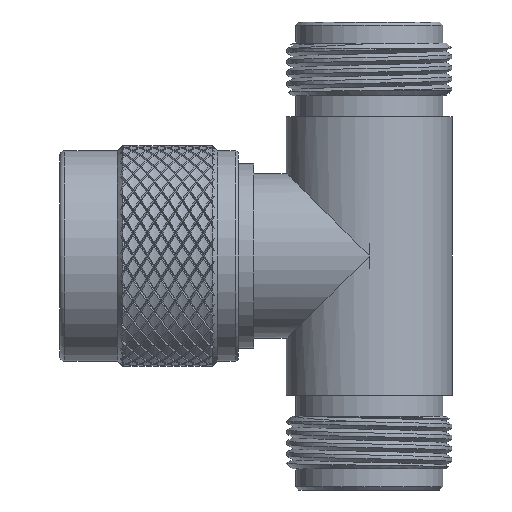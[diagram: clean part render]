
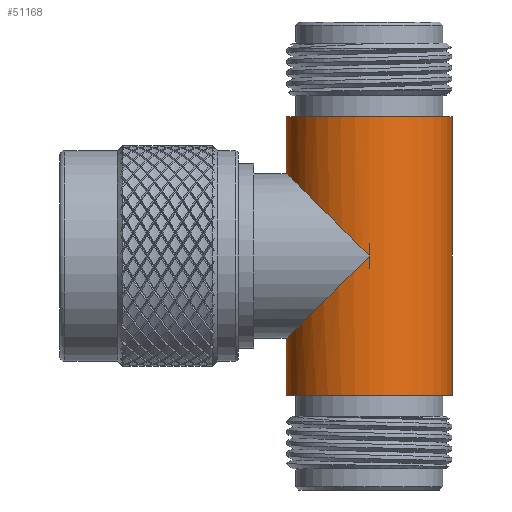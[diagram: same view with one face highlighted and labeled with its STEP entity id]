
A CAD part, left-side view. The second image highlights one B-rep face of the part: STEP entity #51168.
In plain terms, the highlighted cylindrical face has radius 7.9 mm (diameter 15.8 mm), a partial arc.
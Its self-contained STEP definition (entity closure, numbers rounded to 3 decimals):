
#3420 = CARTESIAN_POINT ( 'NONE',  ( 0., 0., 9. ) ) ;
#5289 = VERTEX_POINT ( 'NONE', #111963 ) ;
#5739 = CIRCLE ( 'NONE', #24929, 7.9 ) ;
#9197 = CARTESIAN_POINT ( 'NONE',  ( 0., 7.9, 0. ) ) ;
#15617 =( BOUNDED_CURVE ( )  B_SPLINE_CURVE ( 3, ( #81276, #101093, #44683, #56087 ),
 .UNSPECIFIED., .F., .T. ) 
 B_SPLINE_CURVE_WITH_KNOTS ( ( 4, 4 ),
 ( 3.142, 4.712 ),
 .UNSPECIFIED. ) 
 CURVE ( )  GEOMETRIC_REPRESENTATION_ITEM ( )  RATIONAL_B_SPLINE_CURVE ( ( 1., 0.805, 0.805, 1. ) ) 
 REPRESENTATION_ITEM ( '' )  );
#18076 = CARTESIAN_POINT ( 'NONE',  ( -7.9, 0., 22.25 ) ) ;
#21009 = VERTEX_POINT ( 'NONE', #78799 ) ;
#21107 = CYLINDRICAL_SURFACE ( 'NONE', #86497, 7.9 ) ;
#22211 = CARTESIAN_POINT ( 'NONE',  ( 0., -7.9, 9. ) ) ;
#23575 = EDGE_CURVE ( 'NONE', #80490, #70876, #72362, .T. ) ;
#23774 =( BOUNDED_CURVE ( )  B_SPLINE_CURVE ( 3, ( #58560, #49589, #86165, #68774 ),
 .UNSPECIFIED., .F., .F. ) 
 B_SPLINE_CURVE_WITH_KNOTS ( ( 4, 4 ),
 ( 4.712, 6.283 ),
 .UNSPECIFIED. ) 
 CURVE ( )  GEOMETRIC_REPRESENTATION_ITEM ( )  RATIONAL_B_SPLINE_CURVE ( ( 1., 0.805, 0.805, 1. ) ) 
 REPRESENTATION_ITEM ( '' )  );
#24929 = AXIS2_PLACEMENT_3D ( 'NONE', #3420, #41179, #66444 ) ;
#25453 = DIRECTION ( 'NONE',  ( 0., 0., -1. ) ) ;
#28064 = ORIENTED_EDGE ( 'NONE', *, *, #35600, .T. ) ;
#33422 = CARTESIAN_POINT ( 'NONE',  ( 0., 7.9, 9. ) ) ;
#35600 = EDGE_CURVE ( 'NONE', #5289, #80490, #68911, .T. ) ;
#41179 = DIRECTION ( 'NONE',  ( 0., 0., -1. ) ) ;
#41388 = CARTESIAN_POINT ( 'NONE',  ( 0., 7.9, 30.15 ) ) ;
#42363 = EDGE_CURVE ( 'NONE', #70876, #62085, #15617, .T. ) ;
#42535 = ORIENTED_EDGE ( 'NONE', *, *, #73318, .T. ) ;
#43084 = EDGE_CURVE ( 'NONE', #85766, #96357, #5739, .T. ) ;
#44683 = CARTESIAN_POINT ( 'NONE',  ( -7.9, 4.628, 26.878 ) ) ;
#46569 = DIRECTION ( 'NONE',  ( 0., 0., -1. ) ) ;
#49589 = CARTESIAN_POINT ( 'NONE',  ( -7.9, 4.628, 17.622 ) ) ;
#50210 = VECTOR ( 'NONE', #25453, 1000. ) ;
#51168 = ADVANCED_FACE ( 'NONE', ( #66729 ), #21107, .T. ) ;
#51268 = LINE ( 'NONE', #116635, #50210 ) ;
#53574 = LINE ( 'NONE', #9197, #88525 ) ;
#55998 = EDGE_CURVE ( 'NONE', #5289, #85766, #51268, .T. ) ;
#56087 = CARTESIAN_POINT ( 'NONE',  ( -7.9, 0., 22.25 ) ) ;
#57296 = DIRECTION ( 'NONE',  ( 0., 1., 0. ) ) ;
#58560 = CARTESIAN_POINT ( 'NONE',  ( -7.9, 0., 22.25 ) ) ;
#59460 = CARTESIAN_POINT ( 'NONE',  ( 0., 0., 0. ) ) ;
#61435 = EDGE_CURVE ( 'NONE', #62085, #21009, #23774, .T. ) ;
#62085 = VERTEX_POINT ( 'NONE', #18076 ) ;
#66331 = CARTESIAN_POINT ( 'NONE',  ( 0., 0., 35.5 ) ) ;
#66444 = DIRECTION ( 'NONE',  ( 0., 1., 0. ) ) ;
#66729 = FACE_OUTER_BOUND ( 'NONE', #80987, .T. ) ;
#66903 = DIRECTION ( 'NONE',  ( 0., 0., -1. ) ) ;
#68774 = CARTESIAN_POINT ( 'NONE',  ( 0., 7.9, 14.35 ) ) ;
#68911 = CIRCLE ( 'NONE', #101441, 7.9 ) ;
#70876 = VERTEX_POINT ( 'NONE', #41388 ) ;
#72362 = LINE ( 'NONE', #118522, #114605 ) ;
#73318 = EDGE_CURVE ( 'NONE', #21009, #96357, #53574, .T. ) ;
#78799 = CARTESIAN_POINT ( 'NONE',  ( 0., 7.9, 14.35 ) ) ;
#80490 = VERTEX_POINT ( 'NONE', #110042 ) ;
#80987 = EDGE_LOOP ( 'NONE', ( #113129, #28064, #94287, #81568, #101687, #42535, #90617 ) ) ;
#81276 = CARTESIAN_POINT ( 'NONE',  ( 0., 7.9, 30.15 ) ) ;
#81568 = ORIENTED_EDGE ( 'NONE', *, *, #42363, .T. ) ;
#84731 = DIRECTION ( 'NONE',  ( 0., 0., -1. ) ) ;
#85766 = VERTEX_POINT ( 'NONE', #22211 ) ;
#86165 = CARTESIAN_POINT ( 'NONE',  ( -4.628, 7.9, 14.35 ) ) ;
#86497 = AXIS2_PLACEMENT_3D ( 'NONE', #59460, #84731, #103318 ) ;
#88525 = VECTOR ( 'NONE', #90192, 1000. ) ;
#90192 = DIRECTION ( 'NONE',  ( 0., 0., -1. ) ) ;
#90617 = ORIENTED_EDGE ( 'NONE', *, *, #43084, .F. ) ;
#94287 = ORIENTED_EDGE ( 'NONE', *, *, #23575, .T. ) ;
#96357 = VERTEX_POINT ( 'NONE', #33422 ) ;
#101093 = CARTESIAN_POINT ( 'NONE',  ( -4.628, 7.9, 30.15 ) ) ;
#101441 = AXIS2_PLACEMENT_3D ( 'NONE', #66331, #66903, #57296 ) ;
#101687 = ORIENTED_EDGE ( 'NONE', *, *, #61435, .T. ) ;
#103318 = DIRECTION ( 'NONE',  ( 0., 1., 0. ) ) ;
#110042 = CARTESIAN_POINT ( 'NONE',  ( 0., 7.9, 35.5 ) ) ;
#111963 = CARTESIAN_POINT ( 'NONE',  ( 0., -7.9, 35.5 ) ) ;
#113129 = ORIENTED_EDGE ( 'NONE', *, *, #55998, .F. ) ;
#114605 = VECTOR ( 'NONE', #46569, 1000. ) ;
#116635 = CARTESIAN_POINT ( 'NONE',  ( 0., -7.9, 0. ) ) ;
#118522 = CARTESIAN_POINT ( 'NONE',  ( 0., 7.9, 0. ) ) ;
